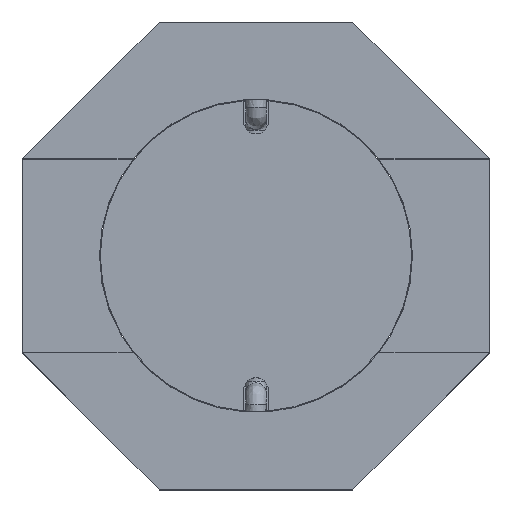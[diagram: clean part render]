
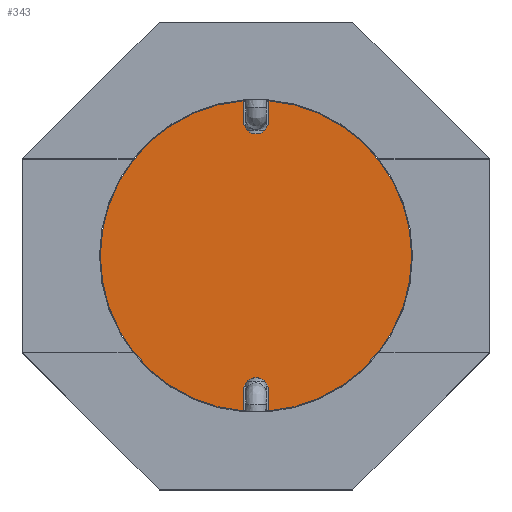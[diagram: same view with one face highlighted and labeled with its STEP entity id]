
A CAD part, top view. The second image highlights one B-rep face of the part: STEP entity #343.
In plain terms, the highlighted planar face has unit normal (0, 0, 1).
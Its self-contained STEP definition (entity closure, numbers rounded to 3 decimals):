
#343=ADVANCED_FACE('',(#790),#791,.F.);
#790=FACE_OUTER_BOUND('',#2536,.T.);
#791=PLANE('',#2537);
#2536=EDGE_LOOP('',(#5536,#5537,#5538,#5539,#5540,#5541,#5542,#5543,#5544,#5545));
#2537=AXIS2_PLACEMENT_3D('',#5546,#5547,#5548);
#5536=ORIENTED_EDGE('',*,*,#7111,.F.);
#5537=ORIENTED_EDGE('',*,*,#7112,.F.);
#5538=ORIENTED_EDGE('',*,*,#6897,.F.);
#5539=ORIENTED_EDGE('',*,*,#7113,.T.);
#5540=ORIENTED_EDGE('',*,*,#7104,.T.);
#5541=ORIENTED_EDGE('',*,*,#7108,.T.);
#5542=ORIENTED_EDGE('',*,*,#6900,.F.);
#5543=ORIENTED_EDGE('',*,*,#7114,.F.);
#5544=ORIENTED_EDGE('',*,*,#7115,.F.);
#5545=ORIENTED_EDGE('',*,*,#7116,.F.);
#5546=CARTESIAN_POINT('',(0.0,0.0,0.2));
#5547=DIRECTION('',(0.0,0.0,-1.0));
#5548=DIRECTION('',(0.0,-1.0,0.0));
#6897=EDGE_CURVE('',#7589,#7585,#7591,.T.);
#6900=EDGE_CURVE('',#7593,#7596,#7597,.T.);
#7104=EDGE_CURVE('',#7926,#7924,#7927,.T.);
#7108=EDGE_CURVE('',#7924,#7596,#7932,.T.);
#7111=EDGE_CURVE('',#7935,#7936,#7937,.T.);
#7112=EDGE_CURVE('',#7585,#7935,#7938,.T.);
#7113=EDGE_CURVE('',#7589,#7926,#7939,.T.);
#7114=EDGE_CURVE('',#7940,#7593,#7941,.T.);
#7115=EDGE_CURVE('',#7942,#7940,#7943,.T.);
#7116=EDGE_CURVE('',#7936,#7942,#7944,.T.);
#7585=VERTEX_POINT('',#8862);
#7589=VERTEX_POINT('',#8867);
#7591=CIRCLE('',#8870,0.925);
#7593=VERTEX_POINT('',#8872);
#7596=VERTEX_POINT('',#8876);
#7597=CIRCLE('',#8877,0.925);
#7924=VERTEX_POINT('',#10952);
#7926=VERTEX_POINT('',#10955);
#7927=CIRCLE('',#10956,0.075);
#7932=LINE('',#10962,#10963);
#7935=VERTEX_POINT('',#10967);
#7936=VERTEX_POINT('',#10968);
#7937=LINE('',#10969,#10970);
#7938=CIRCLE('',#10971,0.925);
#7939=LINE('',#10972,#10973);
#7940=VERTEX_POINT('',#10974);
#7941=CIRCLE('',#10975,0.925);
#7942=VERTEX_POINT('',#10976);
#7943=LINE('',#10977,#10978);
#7944=CIRCLE('',#10979,0.075);
#8862=CARTESIAN_POINT('',(-0.925,0.,0.2));
#8867=CARTESIAN_POINT('',(-0.075,-0.922,0.2));
#8870=AXIS2_PLACEMENT_3D('',#12594,#12595,#12596);
#8872=CARTESIAN_POINT('',(0.925,0.,0.2));
#8876=CARTESIAN_POINT('',(0.075,-0.922,0.2));
#8877=AXIS2_PLACEMENT_3D('',#12598,#12599,#12600);
#10952=CARTESIAN_POINT('',(0.075,-0.8,0.2));
#10955=CARTESIAN_POINT('',(-0.075,-0.8,0.2));
#10956=AXIS2_PLACEMENT_3D('',#12620,#12621,#12622);
#10962=CARTESIAN_POINT('',(0.075,-0.8,0.2));
#10963=VECTOR('',#12627,1000.0);
#10967=CARTESIAN_POINT('',(-0.075,0.922,0.2));
#10968=CARTESIAN_POINT('',(-0.075,0.8,0.2));
#10969=CARTESIAN_POINT('',(-0.075,0.8,0.2));
#10970=VECTOR('',#12629,1000.0);
#10971=AXIS2_PLACEMENT_3D('',#12630,#12631,#12632);
#10972=CARTESIAN_POINT('',(-0.075,-0.8,0.2));
#10973=VECTOR('',#12633,1000.0);
#10974=CARTESIAN_POINT('',(0.075,0.922,0.2));
#10975=AXIS2_PLACEMENT_3D('',#12634,#12635,#12636);
#10976=CARTESIAN_POINT('',(0.075,0.8,0.2));
#10977=CARTESIAN_POINT('',(0.075,0.8,0.2));
#10978=VECTOR('',#12637,1000.0);
#10979=AXIS2_PLACEMENT_3D('',#12638,#12639,#12640);
#12594=CARTESIAN_POINT('',(0.0,0.0,0.2));
#12595=DIRECTION('',(0.0,0.0,-1.0));
#12596=DIRECTION('',(-1.0,0.0,0.0));
#12598=CARTESIAN_POINT('',(0.0,0.0,0.2));
#12599=DIRECTION('',(0.0,0.0,-1.0));
#12600=DIRECTION('',(-1.0,0.0,0.0));
#12620=CARTESIAN_POINT('',(0.,-0.8,0.2));
#12621=DIRECTION('',(0.0,0.0,-1.0));
#12622=DIRECTION('',(-1.0,0.0,0.0));
#12627=DIRECTION('',(0.0,-1.0,0.0));
#12629=DIRECTION('',(0.0,-1.0,0.0));
#12630=CARTESIAN_POINT('',(0.0,0.0,0.2));
#12631=DIRECTION('',(0.0,0.0,-1.0));
#12632=DIRECTION('',(-1.0,0.0,0.0));
#12633=DIRECTION('',(0.,1.0,0.0));
#12634=CARTESIAN_POINT('',(0.0,0.0,0.2));
#12635=DIRECTION('',(0.0,0.0,-1.0));
#12636=DIRECTION('',(-1.0,0.0,0.0));
#12637=DIRECTION('',(0.0,1.0,0.0));
#12638=CARTESIAN_POINT('',(0.,0.8,0.2));
#12639=DIRECTION('',(0.0,0.0,1.0));
#12640=DIRECTION('',(-1.0,0.0,0.0));
